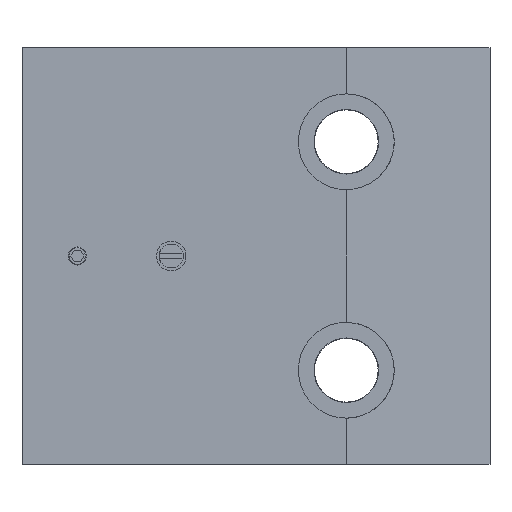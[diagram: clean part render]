
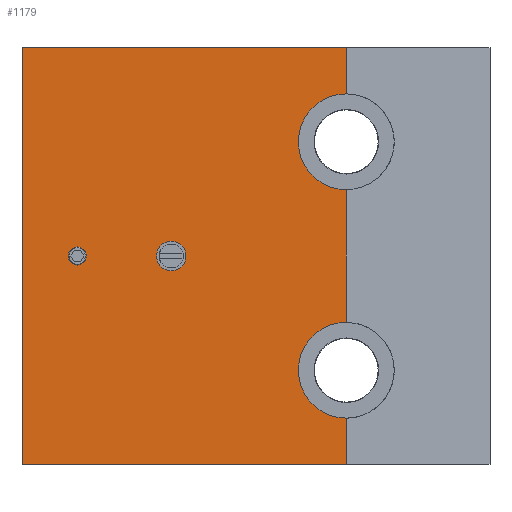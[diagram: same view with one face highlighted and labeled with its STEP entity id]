
A CAD part, front view. The second image highlights one B-rep face of the part: STEP entity #1179.
In plain terms, the highlighted planar face has unit normal (0, -1, 0).
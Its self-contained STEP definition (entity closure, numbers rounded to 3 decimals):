
#48=FACE_BOUND('',#216,.T.);
#49=FACE_BOUND('',#217,.T.);
#77=PLANE('',#1351);
#137=FACE_OUTER_BOUND('',#215,.T.);
#215=EDGE_LOOP('',(#940,#941,#942,#943,#944,#945,#946,#947,#948,#949));
#216=EDGE_LOOP('',(#950));
#217=EDGE_LOOP('',(#951));
#295=LINE('',#1975,#400);
#296=LINE('',#1977,#401);
#297=LINE('',#1979,#402);
#298=LINE('',#1981,#403);
#299=LINE('',#1983,#404);
#300=LINE('',#1984,#405);
#400=VECTOR('',#1601,10.);
#401=VECTOR('',#1602,10.);
#402=VECTOR('',#1603,10.);
#403=VECTOR('',#1604,10.);
#404=VECTOR('',#1605,10.);
#405=VECTOR('',#1606,10.);
#482=CIRCLE('',#1319,2.459);
#484=CIRCLE('',#1323,4.);
#491=CIRCLE('',#1336,13.);
#492=CIRCLE('',#1337,13.);
#496=CIRCLE('',#1346,13.);
#497=CIRCLE('',#1347,13.);
#550=VERTEX_POINT('',#1876);
#552=VERTEX_POINT('',#1883);
#561=VERTEX_POINT('',#1944);
#562=VERTEX_POINT('',#1945);
#563=VERTEX_POINT('',#1947);
#567=VERTEX_POINT('',#1962);
#568=VERTEX_POINT('',#1963);
#569=VERTEX_POINT('',#1965);
#571=VERTEX_POINT('',#1976);
#572=VERTEX_POINT('',#1978);
#573=VERTEX_POINT('',#1980);
#574=VERTEX_POINT('',#1982);
#677=EDGE_CURVE('',#550,#550,#482,.T.);
#680=EDGE_CURVE('',#552,#552,#484,.T.);
#694=EDGE_CURVE('',#563,#561,#491,.T.);
#696=EDGE_CURVE('',#562,#563,#492,.T.);
#702=EDGE_CURVE('',#569,#567,#496,.T.);
#704=EDGE_CURVE('',#568,#569,#497,.T.);
#707=EDGE_CURVE('',#568,#561,#295,.T.);
#708=EDGE_CURVE('',#571,#567,#296,.T.);
#709=EDGE_CURVE('',#571,#572,#297,.T.);
#710=EDGE_CURVE('',#572,#573,#298,.T.);
#711=EDGE_CURVE('',#573,#574,#299,.T.);
#712=EDGE_CURVE('',#562,#574,#300,.T.);
#940=ORIENTED_EDGE('',*,*,#696,.T.);
#941=ORIENTED_EDGE('',*,*,#694,.T.);
#942=ORIENTED_EDGE('',*,*,#707,.F.);
#943=ORIENTED_EDGE('',*,*,#704,.T.);
#944=ORIENTED_EDGE('',*,*,#702,.T.);
#945=ORIENTED_EDGE('',*,*,#708,.F.);
#946=ORIENTED_EDGE('',*,*,#709,.T.);
#947=ORIENTED_EDGE('',*,*,#710,.T.);
#948=ORIENTED_EDGE('',*,*,#711,.T.);
#949=ORIENTED_EDGE('',*,*,#712,.F.);
#950=ORIENTED_EDGE('',*,*,#677,.T.);
#951=ORIENTED_EDGE('',*,*,#680,.T.);
#1179=ADVANCED_FACE('',(#137,#48,#49),#77,.T.);
#1319=AXIS2_PLACEMENT_3D('',#1877,#1526,#1527);
#1323=AXIS2_PLACEMENT_3D('',#1884,#1535,#1536);
#1336=AXIS2_PLACEMENT_3D('',#1948,#1565,#1566);
#1337=AXIS2_PLACEMENT_3D('',#1950,#1568,#1569);
#1346=AXIS2_PLACEMENT_3D('',#1966,#1587,#1588);
#1347=AXIS2_PLACEMENT_3D('',#1968,#1590,#1591);
#1351=AXIS2_PLACEMENT_3D('',#1974,#1599,#1600);
#1526=DIRECTION('center_axis',(0.,1.,0.));
#1527=DIRECTION('ref_axis',(1.,0.,0.));
#1535=DIRECTION('center_axis',(0.,1.,0.));
#1536=DIRECTION('ref_axis',(1.,0.,0.));
#1565=DIRECTION('center_axis',(0.,1.,0.));
#1566=DIRECTION('ref_axis',(1.,0.,0.));
#1568=DIRECTION('center_axis',(0.,1.,0.));
#1569=DIRECTION('ref_axis',(1.,0.,0.));
#1587=DIRECTION('center_axis',(0.,1.,0.));
#1588=DIRECTION('ref_axis',(1.,0.,0.));
#1590=DIRECTION('center_axis',(0.,1.,0.));
#1591=DIRECTION('ref_axis',(1.,0.,0.));
#1599=DIRECTION('center_axis',(0.,-1.,0.));
#1600=DIRECTION('ref_axis',(0.,0.,-1.));
#1601=DIRECTION('',(0.,0.,-1.));
#1602=DIRECTION('',(0.,0.,-1.));
#1603=DIRECTION('',(-1.,0.,0.));
#1604=DIRECTION('',(0.,0.,-1.));
#1605=DIRECTION('',(1.,0.,0.));
#1606=DIRECTION('',(0.,0.,-1.));
#1876=CARTESIAN_POINT('',(-50.959,-57.5,0.));
#1877=CARTESIAN_POINT('Origin',(-48.5,-57.5,0.));
#1883=CARTESIAN_POINT('',(-27.,-57.5,0.));
#1884=CARTESIAN_POINT('Origin',(-23.,-57.5,0.));
#1944=CARTESIAN_POINT('',(24.5,-57.5,-18.));
#1945=CARTESIAN_POINT('',(24.5,-57.5,-44.));
#1947=CARTESIAN_POINT('',(11.5,-57.5,-31.));
#1948=CARTESIAN_POINT('Origin',(24.5,-57.5,-31.));
#1950=CARTESIAN_POINT('Origin',(24.5,-57.5,-31.));
#1962=CARTESIAN_POINT('',(24.5,-57.5,44.));
#1963=CARTESIAN_POINT('',(24.5,-57.5,18.));
#1965=CARTESIAN_POINT('',(11.5,-57.5,31.));
#1966=CARTESIAN_POINT('Origin',(24.5,-57.5,31.));
#1968=CARTESIAN_POINT('Origin',(24.5,-57.5,31.));
#1974=CARTESIAN_POINT('Origin',(24.5,-57.5,0.));
#1975=CARTESIAN_POINT('',(24.5,-57.5,0.));
#1976=CARTESIAN_POINT('',(24.5,-57.5,56.5));
#1977=CARTESIAN_POINT('',(24.5,-57.5,0.));
#1978=CARTESIAN_POINT('',(-63.5,-57.5,56.5));
#1979=CARTESIAN_POINT('',(24.5,-57.5,56.5));
#1980=CARTESIAN_POINT('',(-63.5,-57.5,-56.5));
#1981=CARTESIAN_POINT('',(-63.5,-57.5,0.));
#1982=CARTESIAN_POINT('',(24.5,-57.5,-56.5));
#1983=CARTESIAN_POINT('',(24.5,-57.5,-56.5));
#1984=CARTESIAN_POINT('',(24.5,-57.5,0.));
